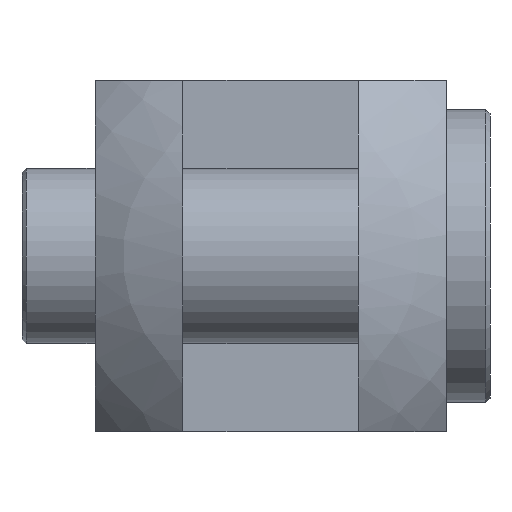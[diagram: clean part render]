
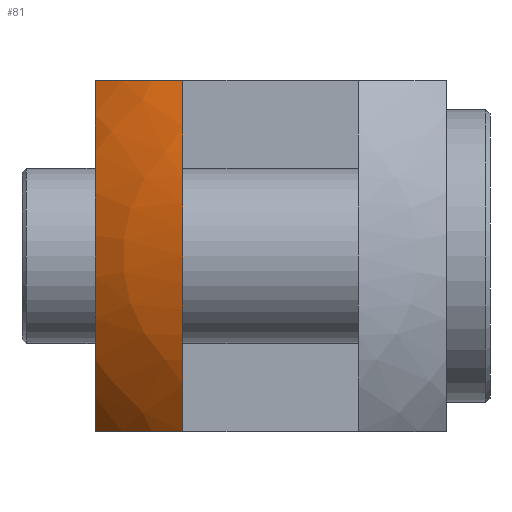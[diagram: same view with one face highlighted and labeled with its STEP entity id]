
A CAD part, left-side view. The second image highlights one B-rep face of the part: STEP entity #81.
In plain terms, the highlighted spherical face has radius 22 mm.
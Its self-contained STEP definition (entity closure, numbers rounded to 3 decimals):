
#81 = ADVANCED_FACE( '', ( #174 ), #175, .T. );
#174 = FACE_OUTER_BOUND( '', #267, .T. );
#175 = SPHERICAL_SURFACE( '', #268, 22. );
#267 = EDGE_LOOP( '', ( #414, #415, #416, #417 ) );
#268 = AXIS2_PLACEMENT_3D( '', #418, #419, #420 );
#414 = ORIENTED_EDGE( '', *, *, #483, .T. );
#415 = ORIENTED_EDGE( '', *, *, #511, .T. );
#416 = ORIENTED_EDGE( '', *, *, #513, .T. );
#417 = ORIENTED_EDGE( '', *, *, #475, .T. );
#418 = CARTESIAN_POINT( '', ( 8., 0., 0. ) );
#419 = DIRECTION( '', ( 1., 0., 0. ) );
#420 = DIRECTION( '', ( 0., 1., 0. ) );
#475 = EDGE_CURVE( '', #548, #546, #549, .F. );
#483 = EDGE_CURVE( '', #546, #562, #563, .F. );
#511 = EDGE_CURVE( '', #562, #601, #603, .F. );
#513 = EDGE_CURVE( '', #601, #548, #605, .F. );
#546 = VERTEX_POINT( '', #639 );
#548 = VERTEX_POINT( '', #642 );
#549 = CIRCLE( '', #643, 18.439 );
#562 = VERTEX_POINT( '', #660 );
#563 = CIRCLE( '', #661, 18.439 );
#601 = VERTEX_POINT( '', #704 );
#603 = CIRCLE( '', #707, 18.439 );
#605 = CIRCLE( '', #709, 21.166 );
#639 = CARTESIAN_POINT( '', ( -6., 12., 12. ) );
#642 = CARTESIAN_POINT( '', ( -9.436, 6., 12. ) );
#643 = AXIS2_PLACEMENT_3D( '', #750, #751, #752 );
#660 = CARTESIAN_POINT( '', ( -6., 12., -12. ) );
#661 = AXIS2_PLACEMENT_3D( '', #763, #764, #765 );
#704 = CARTESIAN_POINT( '', ( -9.436, 6., -12. ) );
#707 = AXIS2_PLACEMENT_3D( '', #802, #803, #804 );
#709 = AXIS2_PLACEMENT_3D( '', #805, #806, #807 );
#750 = CARTESIAN_POINT( '', ( 8., 0., 12. ) );
#751 = DIRECTION( '', ( 0., 0., 1. ) );
#752 = DIRECTION( '', ( 1., 0., 0. ) );
#763 = CARTESIAN_POINT( '', ( 8., 12., 0. ) );
#764 = DIRECTION( '', ( 0., 1., 0. ) );
#765 = DIRECTION( '', ( 0., 0., 1. ) );
#802 = CARTESIAN_POINT( '', ( 8., 0., -12. ) );
#803 = DIRECTION( '', ( 0., 0., -1. ) );
#804 = DIRECTION( '', ( -1., 0., 0. ) );
#805 = CARTESIAN_POINT( '', ( 8., 6., 0. ) );
#806 = DIRECTION( '', ( 0., -1., 0. ) );
#807 = DIRECTION( '', ( 1., 0., 0. ) );
